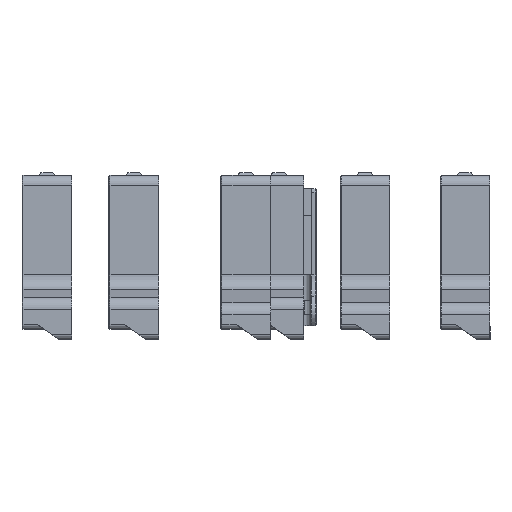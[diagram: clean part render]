
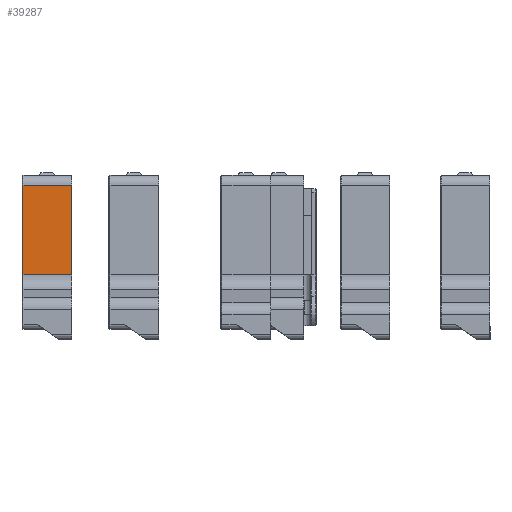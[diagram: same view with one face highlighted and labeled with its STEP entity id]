
A CAD part, front view. The second image highlights one B-rep face of the part: STEP entity #39287.
In plain terms, the highlighted planar face has unit normal (0, -1, 0).
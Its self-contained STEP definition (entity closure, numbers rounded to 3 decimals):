
#2155=LINE('',#60710,#5954);
#2302=LINE('',#61182,#6101);
#2340=LINE('',#61373,#6139);
#2348=LINE('',#61391,#6147);
#5954=VECTOR('',#47598,10.);
#6101=VECTOR('',#48067,10.);
#6139=VECTOR('',#48215,10.);
#6147=VECTOR('',#48233,6.);
#10287=FACE_OUTER_BOUND('',#12557,.T.);
#12557=EDGE_LOOP('',(#29442,#29443,#29444,#29445));
#16895=VERTEX_POINT('',#60707);
#16896=VERTEX_POINT('',#60709);
#17021=VERTEX_POINT('',#61176);
#17022=VERTEX_POINT('',#61180);
#21259=EDGE_CURVE('',#16895,#16896,#2155,.T.);
#21481=EDGE_CURVE('',#17021,#17022,#2302,.T.);
#21546=EDGE_CURVE('',#17021,#16895,#2340,.T.);
#21555=EDGE_CURVE('',#16896,#17022,#2348,.T.);
#29442=ORIENTED_EDGE('',*,*,#21481,.T.);
#29443=ORIENTED_EDGE('',*,*,#21555,.F.);
#29444=ORIENTED_EDGE('',*,*,#21259,.F.);
#29445=ORIENTED_EDGE('',*,*,#21546,.F.);
#37885=PLANE('',#42017);
#39287=ADVANCED_FACE('',(#10287),#37885,.F.);
#42017=AXIS2_PLACEMENT_3D('',#61390,#48231,#48232);
#47598=DIRECTION('',(0.,0.,-1.));
#48067=DIRECTION('',(0.,0.,-1.));
#48215=DIRECTION('',(1.,0.,0.));
#48231=DIRECTION('center_axis',(0.,1.,0.));
#48232=DIRECTION('ref_axis',(0.,0.,
1.));
#48233=DIRECTION('',(-1.,0.,0.));
#60707=CARTESIAN_POINT('',(257.,-45.3,-62.096));
#60709=CARTESIAN_POINT('',(257.,-45.3,-98.198));
#60710=CARTESIAN_POINT('',(257.,-45.3,-94.647));
#61176=CARTESIAN_POINT('',(237.4,-45.3,-62.096));
#61180=CARTESIAN_POINT('',(237.4,-45.3,-98.198));
#61182=CARTESIAN_POINT('',(237.4,-45.3,-94.647));
#61373=CARTESIAN_POINT('',(257.,-45.3,-62.096));
#61390=CARTESIAN_POINT('Origin',(257.,-45.3,-98.198));
#61391=CARTESIAN_POINT('',(257.,-45.3,-98.198));
